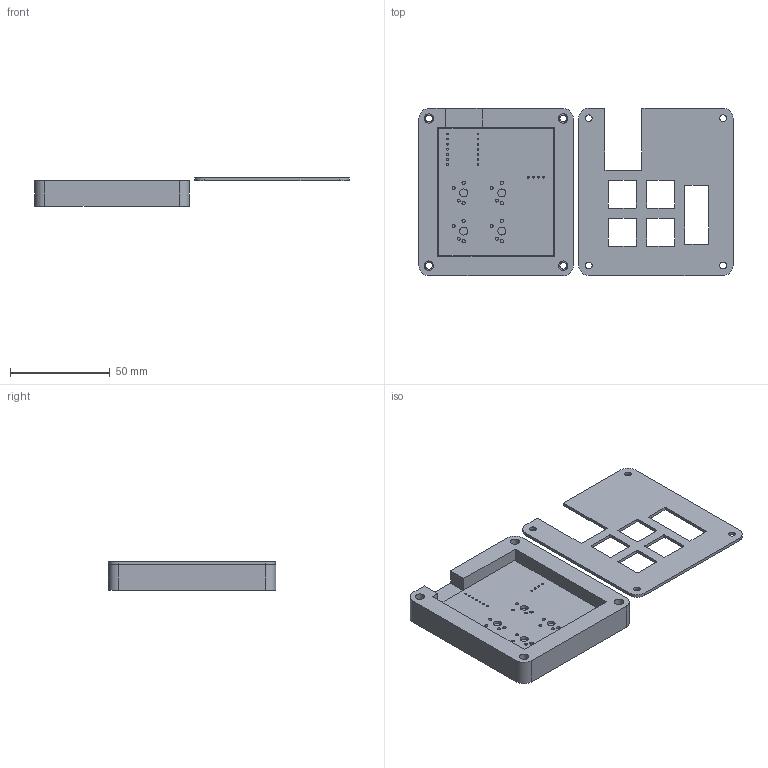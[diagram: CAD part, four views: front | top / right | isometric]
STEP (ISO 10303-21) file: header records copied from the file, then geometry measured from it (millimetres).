
FILE_DESCRIPTION(/* description */ (''),/* implementation_level */ '2;1');
FILE_NAME(/* name */ 'Hackpad.step',/* time_stamp */ '2026-01-02T21:21:57-06:00',/* author */ (''),/* organization */ (''),/* preprocessor_version */ 'ST-DEVELOPER v20.1',/* originating_system */ 'Autodesk Translation Framework v14.21.0.0',/* authorisation */ '');
FILE_SCHEMA (('AUTOMOTIVE_DESIGN { 1 0 10303 214 3 1 1 }'));
Length unit declared in the file: millimetre
Products named in the file (5): 2025-12-31-16-23-28-648; 2025-12-31-16-26-03-877; 2026-01-01-15-17-47-224; 2026-01-03-00-54-32-686; 2026-01-03-00-54-32-687
Assembly tree (3 placements, depth 3):
  2025-12-31-16-23-28-648
    2026-01-01-15-17-47-224
    2026-01-03-00-54-32-686
      2026-01-03-00-54-32-687
  2025-12-31-16-26-03-877
Bounding box: 157.13 x 83.68 x 14.5 mm (x, y, z)
Volume: 56263.1 mm3; surface area: 38100.1 mm2
Topology: 3 solids, 3 shells, 136 faces, 366 edges, 244 vertices
Faces by surface type: cylinder 78, plane 58
Full cylindrical faces by diameter (mm): 0.889 x14, 1 x4, 1.5 x8, 1.7 x8, 3.4 x8, 4 x4, 4.7 x4, 6 x4
Entity records: 4697 total; most frequent: DIRECTION 814, CARTESIAN_POINT 756, ORIENTED_EDGE 732, EDGE_CURVE 366, AXIS2_PLACEMENT_3D 302, EDGE_LOOP 246, VERTEX_POINT 244, LINE 210
